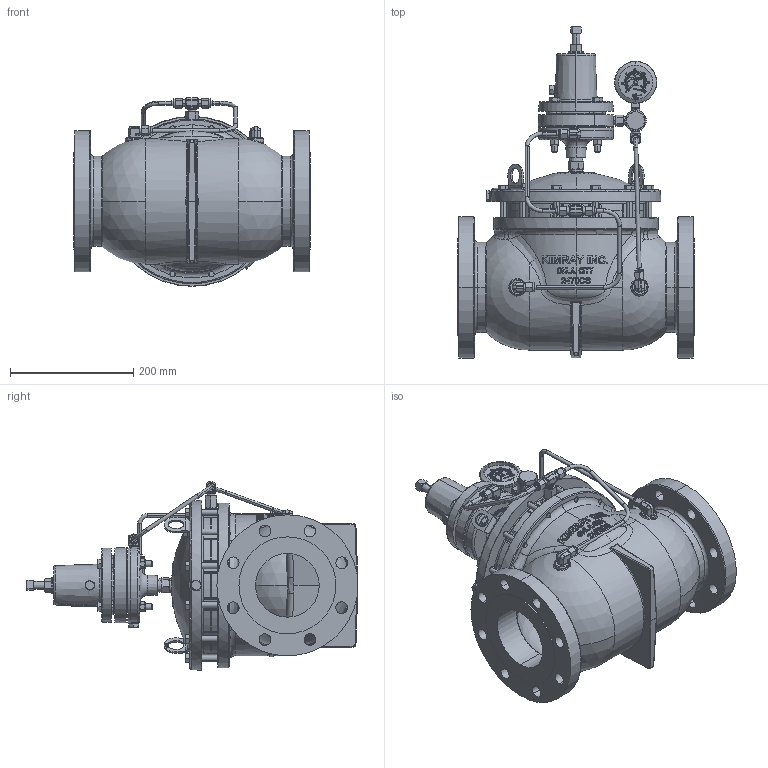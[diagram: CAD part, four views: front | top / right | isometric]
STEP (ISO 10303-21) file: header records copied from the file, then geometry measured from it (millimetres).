
FILE_DESCRIPTION (( 'STEP AP214' ), '1' );
FILE_NAME ('RBN4ARWF1S-AGP.STEP', '2026-03-16T17:23:42', ( '' ), ( '' ), 'SwSTEP 2.0', 'SolidWorks 2024', '' );
FILE_SCHEMA (( 'AUTOMOTIVE_DESIGN' ));
Length unit declared in the file: inch
Products named in the file (1): RBN4ARWF1S-AGP
Bounding box: 382.59 x 537.84 x 305.58 mm (x, y, z)
Volume: 10193687.1 mm3; surface area: 979034.7 mm2
Topology: 1 solids, 1 shells, 5311 faces, 14013 edges, 8932 vertices
Faces by surface type: plane 2173, bspline 1935, cone 502, cylinder 497, torus 133, sphere 71
Entity records: 214268 total; most frequent: CARTESIAN_POINT 98019, ORIENTED_EDGE 27870, DIRECTION 17938, EDGE_CURVE 13935, VERTEX_POINT 8927, LINE 6750, VECTOR 6750, EDGE_LOOP 5696
